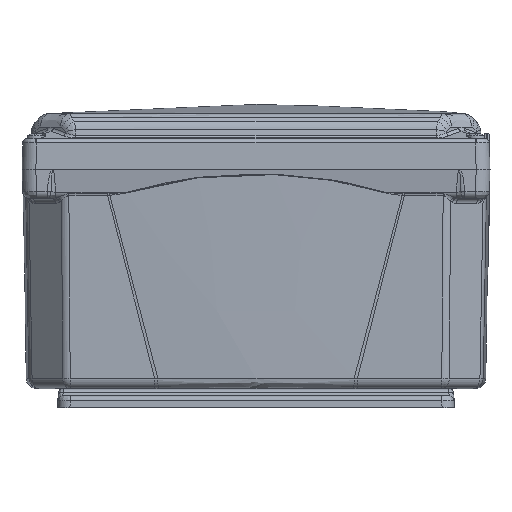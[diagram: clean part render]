
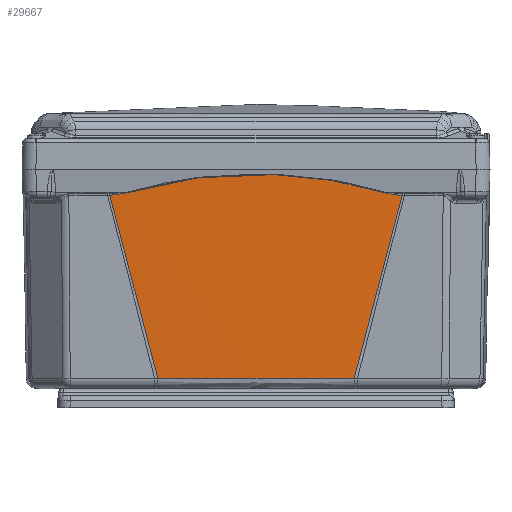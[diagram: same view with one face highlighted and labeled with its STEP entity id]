
A CAD part, front view. The second image highlights one B-rep face of the part: STEP entity #29667.
In plain terms, the highlighted free-form (B-spline) face has degree [3, 3] with [8, 4] control points.
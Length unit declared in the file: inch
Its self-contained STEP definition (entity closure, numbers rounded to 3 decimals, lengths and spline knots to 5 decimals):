
#8079=CARTESIAN_POINT('',(-3.77597,-4.09568,
1.76901));
#8092=CARTESIAN_POINT('',(-0.47554,-4.15244,
2.63648));
#8093=CARTESIAN_POINT('',(-0.85845,-4.14581,
2.53617));
#8094=CARTESIAN_POINT('',(-1.61347,-4.13276,
2.3382));
#8095=CARTESIAN_POINT('',(-2.71309,-4.11383,
2.04928));
#8096=CARTESIAN_POINT('',(-3.42523,-4.10165,
1.86162));
#8097=CARTESIAN_POINT('',(-3.77597,-4.09568,
1.76901));
#8103=CARTESIAN_POINT('',(-0.47554,-4.15244,
2.63648));
#8276=CARTESIAN_POINT('',(-0.42627,-4.16486,
2.31805));
#8277=CARTESIAN_POINT('',(-0.35521,-4.17415,
2.08677));
#8278=CARTESIAN_POINT('',(-0.23403,-4.18998,
1.60357));
#8279=CARTESIAN_POINT('',(-0.11929,-4.20499,
0.81645));
#8280=CARTESIAN_POINT('',(-0.08044,-4.21006,
0.00001));
#8281=CARTESIAN_POINT('',(-0.11929,-4.20499,
-0.81645));
#8282=CARTESIAN_POINT('',(-0.23403,-4.18997,
-1.60357));
#8283=CARTESIAN_POINT('',(-0.3552,-4.17416,
-2.08677));
#8284=CARTESIAN_POINT('',(-0.42627,-4.16487,
-2.31805));
#8301=CARTESIAN_POINT('',(-0.47554,-4.15244,
2.63648));
#8302=CARTESIAN_POINT('',(-0.47382,-4.1531,
2.62021));
#8303=CARTESIAN_POINT('',(-0.4704,-4.15435,
2.58884));
#8304=CARTESIAN_POINT('',(-0.46536,-4.15606,
2.54556));
#8305=CARTESIAN_POINT('',(-0.46033,-4.15762,
2.50548));
#8306=CARTESIAN_POINT('',(-0.45531,-4.15905,
2.46827));
#8307=CARTESIAN_POINT('',(-0.4501,-4.1604,
2.43356));
#8308=CARTESIAN_POINT('',(-0.44493,-4.16162,
2.40108));
#8309=CARTESIAN_POINT('',(-0.43903,-4.16281,
2.371));
#8310=CARTESIAN_POINT('',(-0.43346,-4.16382,
2.34315));
#8311=CARTESIAN_POINT('',(-0.42925,-4.16452,
2.32598));
#8312=CARTESIAN_POINT('',(-0.42627,-4.16486,
2.31805));
#8348=CARTESIAN_POINT('',(-0.42627,-4.16487,
-2.31805));
#8349=CARTESIAN_POINT('',(-0.42785,-4.16452,
-2.32929));
#8350=CARTESIAN_POINT('',(-0.43669,-4.16341,
-2.3522));
#8351=CARTESIAN_POINT('',(-0.44299,-4.16201,
-2.39173));
#8352=CARTESIAN_POINT('',(-0.4503,-4.16037,
-2.43427));
#8353=CARTESIAN_POINT('',(-0.45697,-4.15861,
-2.47948));
#8354=CARTESIAN_POINT('',(-0.46315,-4.15676,
-2.52775));
#8355=CARTESIAN_POINT('',(-0.46938,-4.15472,
-2.57936));
#8356=CARTESIAN_POINT('',(-0.47347,-4.15323,
-2.61697));
#8357=CARTESIAN_POINT('',(-0.47554,-4.15244,
-2.63648));
#9236=CARTESIAN_POINT('',(-3.77597,-4.09568,-1.76901));
#9237=CARTESIAN_POINT('',(-3.42437,-4.10166,
-1.86185));
#9238=CARTESIAN_POINT('',(-2.71107,-4.11386,
-2.04981));
#9239=CARTESIAN_POINT('',(-1.60976,-4.13283,
-2.33917));
#9240=CARTESIAN_POINT('',(-0.85685,-4.14584,
-2.53659));
#9241=CARTESIAN_POINT('',(-0.47554,-4.15244,
-2.63648));
#9290=CARTESIAN_POINT('',(-3.77597,-4.09568,
1.76901));
#9291=CARTESIAN_POINT('',(-3.77479,-4.11721,
1.37665));
#9292=CARTESIAN_POINT('',(-3.77322,-4.14593,
0.59084));
#9293=CARTESIAN_POINT('',(-3.77322,-4.14593,
-0.59084));
#9294=CARTESIAN_POINT('',(-3.77479,-4.11721,
-1.37665));
#9295=CARTESIAN_POINT('',(-3.77597,-4.09568,-1.76901));
#11862=VERTEX_POINT('',#8079);
#11864=VERTEX_POINT('',#9295);
#12482=VERTEX_POINT('',#8103);
#12484=VERTEX_POINT('',#8312);
#12486=VERTEX_POINT('',#8284);
#12518=VERTEX_POINT('',#9241);
#29622=CARTESIAN_POINT('',(-0.01974,-4.15638,
2.86427));
#29623=CARTESIAN_POINT('',(-1.29637,-4.1341,
2.52151));
#29624=CARTESIAN_POINT('',(-2.57299,-4.11181,
2.17874));
#29625=CARTESIAN_POINT('',(-3.84962,-4.08953,
1.83598));
#29626=CARTESIAN_POINT('',(-0.01974,-4.15749,
2.83447));
#29627=CARTESIAN_POINT('',(-1.29637,-4.13521,
2.49528));
#29628=CARTESIAN_POINT('',(-2.57299,-4.11292,
2.15608));
#29629=CARTESIAN_POINT('',(-3.84962,-4.09064,
1.81689));
#29630=CARTESIAN_POINT('',(-0.01974,-4.18116,
2.18831));
#29631=CARTESIAN_POINT('',(-1.29637,-4.15887,
1.92653));
#29632=CARTESIAN_POINT('',(-2.57299,-4.13659,
1.66475));
#29633=CARTESIAN_POINT('',(-3.84962,-4.1143,
1.40297));
#29634=CARTESIAN_POINT('',(-0.01974,-4.21151,
0.92522));
#29635=CARTESIAN_POINT('',(-1.29637,-4.18922,
0.81459));
#29636=CARTESIAN_POINT('',(-2.57299,-4.16694,
0.70396));
#29637=CARTESIAN_POINT('',(-3.84962,-4.14466,
0.59332));
#29638=CARTESIAN_POINT('',(-0.01974,-4.21151,
-0.92522));
#29639=CARTESIAN_POINT('',(-1.29637,-4.18922,
-0.81459));
#29640=CARTESIAN_POINT('',(-2.57299,-4.16694,
-0.70396));
#29641=CARTESIAN_POINT('',(-3.84962,-4.14466,
-0.59332));
#29642=CARTESIAN_POINT('',(-0.01974,-4.18116,
-2.18831));
#29643=CARTESIAN_POINT('',(-1.29637,-4.15887,
-1.92653));
#29644=CARTESIAN_POINT('',(-2.57299,-4.13659,
-1.66475));
#29645=CARTESIAN_POINT('',(-3.84962,-4.1143,
-1.40297));
#29646=CARTESIAN_POINT('',(-0.01974,-4.15749,
-2.83447));
#29647=CARTESIAN_POINT('',(-1.29637,-4.13521,
-2.49528));
#29648=CARTESIAN_POINT('',(-2.57299,-4.11292,
-2.15608));
#29649=CARTESIAN_POINT('',(-3.84962,-4.09064,
-1.81689));
#29650=CARTESIAN_POINT('',(-0.01974,-4.15638,
-2.86427));
#29651=CARTESIAN_POINT('',(-1.29637,-4.1341,
-2.52151));
#29652=CARTESIAN_POINT('',(-2.57299,-4.11181,
-2.17874));
#29653=CARTESIAN_POINT('',(-3.84962,-4.08953,
-1.83598));
#29654=B_SPLINE_SURFACE_WITH_KNOTS('',3,3,((#29622,#29623,#29624,#29625),
(#29626,#29627,#29628,#29629),(#29630,#29631,#29632,#29633),(#29634,#29635,
#29636,#29637),(#29638,#29639,#29640,#29641),(#29642,#29643,#29644,#29645),(
#29646,#29647,#29648,#29649),(#29650,#29651,#29652,#29653)),.UNSPECIFIED.,.F.,
.F.,.F.,(4,1,1,1,1,4),(4,4),(-0.01612,0.,0.33333,
0.66667,1.,1.01612),(0.00499,0.97213),
.UNSPECIFIED.);
#29656=ORIENTED_EDGE('',*,*,#29655,.T.);
#29657=ORIENTED_EDGE('',*,*,#29612,.T.);
#29659=ORIENTED_EDGE('',*,*,#29658,.T.);
#29661=ORIENTED_EDGE('',*,*,#29660,.F.);
#29663=ORIENTED_EDGE('',*,*,#29662,.F.);
#29664=ORIENTED_EDGE('',*,*,#29208,.F.);
#29665=EDGE_LOOP('',(#29656,#29657,#29659,#29661,#29663,#29664));
#29666=FACE_OUTER_BOUND('',#29665,.F.);
#29667=ADVANCED_FACE('',(#29666),#29654,.F.);
#8098=B_SPLINE_CURVE_WITH_KNOTS('',3,(#8092,#8093,#8094,#8095,#8096,#8097),
.UNSPECIFIED.,.F.,.F.,(4,1,1,4),(0.,0.33333,0.66667,1.),
.UNSPECIFIED.);
#8285=B_SPLINE_CURVE_WITH_KNOTS('',3,(#8276,#8277,#8278,#8279,#8280,#8281,#8282,
#8283,#8284),.UNSPECIFIED.,.F.,.F.,(4,1,1,1,1,1,4),(0.,0.16667,
0.33333,0.5,0.66667,0.83333,1.),
.UNSPECIFIED.);
#8313=B_SPLINE_CURVE_WITH_KNOTS('',3,(#8301,#8302,#8303,#8304,#8305,#8306,#8307,
#8308,#8309,#8310,#8311,#8312),.UNSPECIFIED.,.F.,.F.,(4,1,1,1,1,1,1,1,1,4),
(0.,0.11111,0.22222,0.33333,0.44444,
0.55556,0.66667,0.77778,0.88889,1.),
.UNSPECIFIED.);
#8358=B_SPLINE_CURVE_WITH_KNOTS('',3,(#8348,#8349,#8350,#8351,#8352,#8353,#8354,
#8355,#8356,#8357),.UNSPECIFIED.,.F.,.F.,(4,1,1,1,1,1,1,4),(0.,
0.14286,0.28571,0.42857,0.57143,
0.71429,0.85714,1.),.UNSPECIFIED.);
#9242=B_SPLINE_CURVE_WITH_KNOTS('',3,(#9236,#9237,#9238,#9239,#9240,#9241),
.UNSPECIFIED.,.F.,.F.,(4,1,1,4),(0.,0.33333,0.66667,1.),
.UNSPECIFIED.);
#9296=B_SPLINE_CURVE_WITH_KNOTS('',3,(#9290,#9291,#9292,#9293,#9294,#9295),
.UNSPECIFIED.,.F.,.F.,(4,1,1,4),(0.,0.33333,0.66667,1.),
.UNSPECIFIED.);
#29208=EDGE_CURVE('',#12482,#11862,#8098,.T.);
#29612=EDGE_CURVE('',#12484,#12486,#8285,.T.);
#29655=EDGE_CURVE('',#12482,#12484,#8313,.T.);
#29658=EDGE_CURVE('',#12486,#12518,#8358,.T.);
#29660=EDGE_CURVE('',#11864,#12518,#9242,.T.);
#29662=EDGE_CURVE('',#11862,#11864,#9296,.T.);
